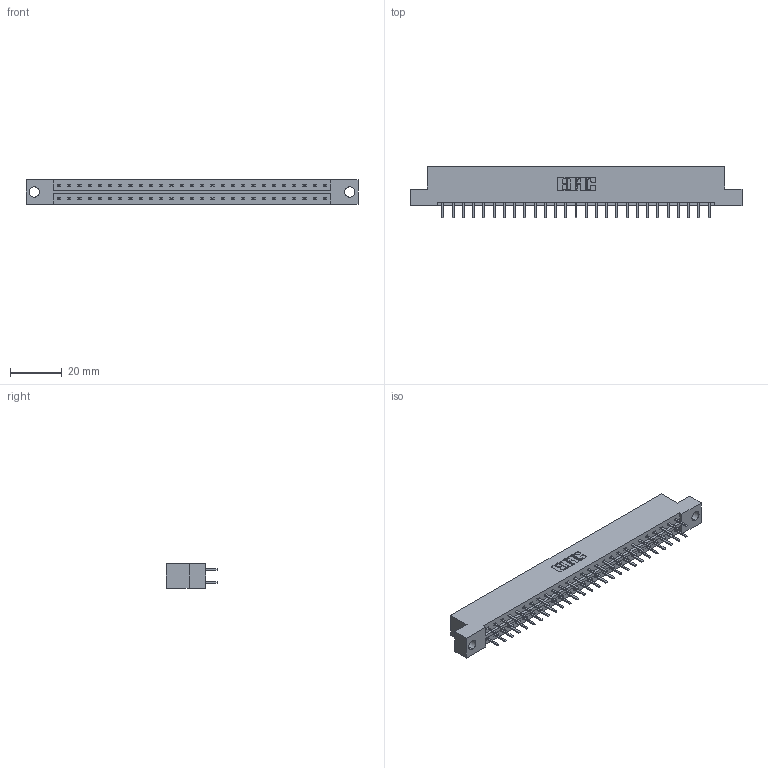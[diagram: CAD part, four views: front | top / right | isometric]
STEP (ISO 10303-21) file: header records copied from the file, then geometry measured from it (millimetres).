
FILE_DESCRIPTION (( 'STEP AP203' ), '1' );
FILE_NAME ('333-054-520-204.STEP', '2018-08-04T03:29:39', ( '' ), ( '' ), 'SwSTEP 2.0', 'SolidWorks 2016', '' );
FILE_SCHEMA (( 'CONFIG_CONTROL_DESIGN' ));
Length unit declared in the file: inch
Products named in the file (3): 333 Part_Flush - .156 Dia - TH; 345-292-001_345-293-120; 333-054-520-204
Assembly tree (55 placements, depth 2):
  333-054-520-204
    333 Part_Flush - .156 Dia - TH
    345-292-001_345-293-120  x54
Bounding box: 128.52 x 20.02 x 9.4 mm (x, y, z)
Volume: 12869.7 mm3; surface area: 14790.5 mm2
Topology: 55 solids, 55 shells, 3138 faces, 9113 edges, 5930 vertices
Faces by surface type: plane 2122, cylinder 1016
Entity records: 19427 total; most frequent: CARTESIAN_POINT 3250, ORIENTED_EDGE 3174, DIRECTION 2791, EDGE_CURVE 1587, LINE 1455, VECTOR 1455, VERTEX_POINT 1054, AXIS2_PLACEMENT_3D 668
